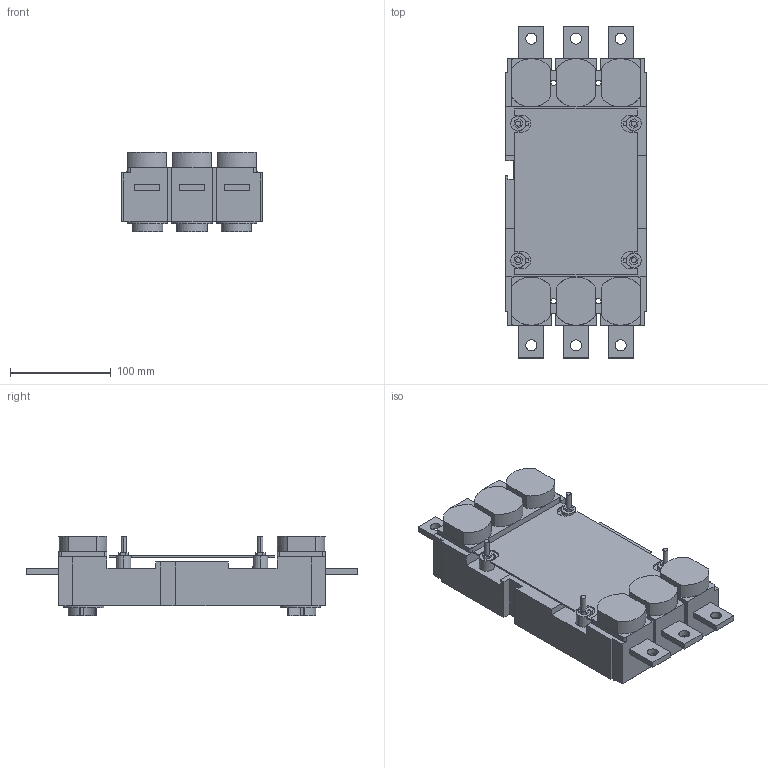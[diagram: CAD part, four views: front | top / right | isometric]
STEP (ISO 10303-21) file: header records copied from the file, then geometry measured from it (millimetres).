
FILE_DESCRIPTION (( 'STEP AP214' ), '1' );
FILE_NAME ('Ïàíåëü âòû÷íàÿ PM-99-1 ïåðåäíåãî ïðèñîåäèíåíèÿ äëÿ ÂÀ-99 400À.STEP', '2018-08-24T07:08:58', ( '' ), ( '' ), 'SwSTEP 2.0', 'SolidWorks 2017', '' );
FILE_SCHEMA (( 'AUTOMOTIVE_DESIGN' ));
Length unit declared in the file: millimetre
Products named in the file (1): Ïàíåëü âòû÷íàÿ PM-99-1 ïåðåäíåãî ïðèñîåäèíåíèÿ äëÿ ÂÀ-99 400À
Bounding box: 140 x 330 x 79 mm (x, y, z)
Volume: 1412955.2 mm3; surface area: 248318.3 mm2
Topology: 2 solids, 2 shells, 605 faces, 1622 edges, 1070 vertices
Faces by surface type: plane 401, cylinder 160, torus 36, cone 8
Entity records: 26142 total; most frequent: CARTESIAN_POINT 4876, ORIENTED_EDGE 3244, DIRECTION 3012, EDGE_CURVE 1622, VERTEX_POINT 1070, AXIS2_PLACEMENT_3D 1062, LINE 888, VECTOR 888
